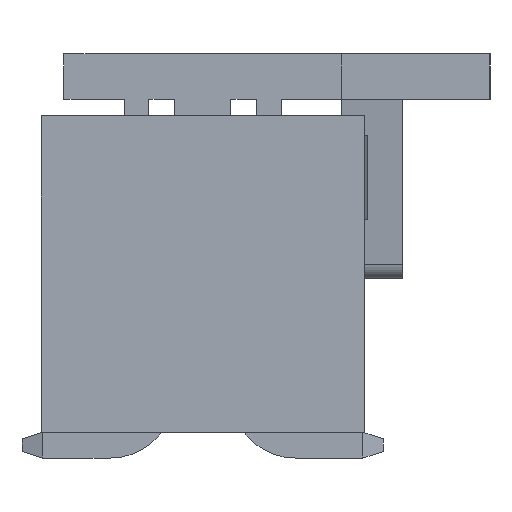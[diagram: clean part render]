
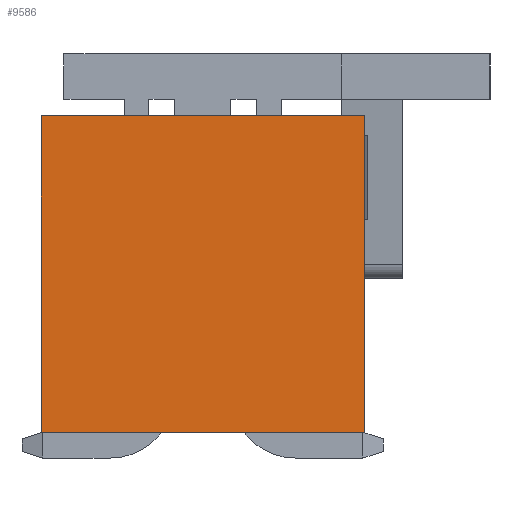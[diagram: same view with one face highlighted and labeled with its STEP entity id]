
A CAD part, left-side view. The second image highlights one B-rep face of the part: STEP entity #9586.
In plain terms, the highlighted planar face has unit normal (-1, 0, 0).
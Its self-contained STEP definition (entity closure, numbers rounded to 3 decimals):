
#1341=ORIENTED_EDGE('',*,*,#2786,.F.);
#1342=ORIENTED_EDGE('',*,*,#2766,.F.);
#1343=ORIENTED_EDGE('',*,*,#2275,.T.);
#1344=ORIENTED_EDGE('',*,*,#2958,.T.);
#2275=EDGE_CURVE('',#3334,#3333,#4015,.T.);
#2766=EDGE_CURVE('',#3334,#3678,#4506,.T.);
#2786=EDGE_CURVE('',#3678,#3685,#4526,.T.);
#2958=EDGE_CURVE('',#3333,#3685,#4698,.T.);
#3333=VERTEX_POINT('',#12030);
#3334=VERTEX_POINT('',#12032);
#3678=VERTEX_POINT('',#13000);
#3685=VERTEX_POINT('',#13028);
#4015=LINE('',#12031,#5065);
#4506=LINE('',#12999,#5556);
#4526=LINE('',#13027,#5576);
#4698=LINE('',#13369,#5748);
#5065=VECTOR('',#10185,1000.);
#5556=VECTOR('',#10942,1000.);
#5576=VECTOR('',#10964,1000.);
#5748=VECTOR('',#11224,1000.);
#6312=EDGE_LOOP('',(#1341,#1342,#1343,#1344));
#6696=FACE_BOUND('',#6312,.T.);
#7053=PLANE('',#9958);
#9586=ADVANCED_FACE('',(#6696),#7053,.T.);
#9958=AXIS2_PLACEMENT_3D('',#13370,#11225,#11226);
#10185=DIRECTION('',(0.,0.,1.));
#10942=DIRECTION('',(0.,1.,0.));
#10964=DIRECTION('',(0.,0.,1.));
#11224=DIRECTION('',(0.,1.,0.));
#11225=DIRECTION('',(-1.,0.,0.));
#11226=DIRECTION('',(0.,0.,1.));
#12030=CARTESIAN_POINT('',(-11.43,-2.5,2.45));
#12031=CARTESIAN_POINT('',(-11.43,-2.5,-2.45));
#12032=CARTESIAN_POINT('',(-11.43,-2.5,-2.45));
#12999=CARTESIAN_POINT('',(-11.43,-2.5,-2.45));
#13000=CARTESIAN_POINT('',(-11.43,2.5,-2.45));
#13027=CARTESIAN_POINT('',(-11.43,2.5,-2.45));
#13028=CARTESIAN_POINT('',(-11.43,2.5,2.45));
#13369=CARTESIAN_POINT('',(-11.43,-2.5,2.45));
#13370=CARTESIAN_POINT('',(-11.43,-2.5,-2.45));
